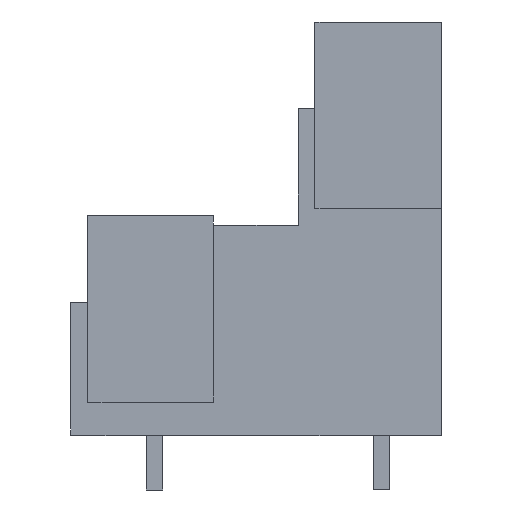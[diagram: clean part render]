
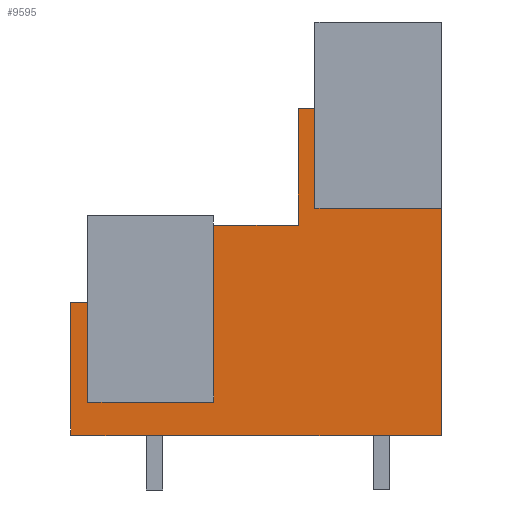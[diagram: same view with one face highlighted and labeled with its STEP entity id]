
A CAD part, left-side view. The second image highlights one B-rep face of the part: STEP entity #9595.
In plain terms, the highlighted planar face has unit normal (-1, 0, 0).
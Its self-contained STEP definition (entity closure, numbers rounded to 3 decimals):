
#9564=AXIS2_PLACEMENT_3D('Plane Axis2P3D',#9561,#9562,#9563) ;
#2668=CARTESIAN_POINT('Vertex',(3.45,7.5,22.6)) ;
#2671=CARTESIAN_POINT('Line Origine',(3.45,7.5,19.65)) ;
#2675=CARTESIAN_POINT('Vertex',(3.45,7.5,16.7)) ;
#3505=CARTESIAN_POINT('Vertex',(3.45,8.5,22.6)) ;
#3508=CARTESIAN_POINT('Line Origine',(3.45,8.,22.6)) ;
#3536=CARTESIAN_POINT('Vertex',(3.45,8.5,15.7)) ;
#3539=CARTESIAN_POINT('Line Origine',(3.45,8.5,19.15)) ;
#3595=CARTESIAN_POINT('Vertex',(3.45,13.5,15.7)) ;
#3598=CARTESIAN_POINT('Line Origine',(3.45,11.,15.7)) ;
#6875=CARTESIAN_POINT('Vertex',(3.45,20.975,11.1)) ;
#6878=CARTESIAN_POINT('Line Origine',(3.45,20.975,8.15)) ;
#6882=CARTESIAN_POINT('Vertex',(3.45,20.975,5.2)) ;
#7703=CARTESIAN_POINT('Vertex',(3.45,22.,11.1)) ;
#7706=CARTESIAN_POINT('Line Origine',(3.45,21.488,11.1)) ;
#7881=CARTESIAN_POINT('Vertex',(3.45,22.,3.2)) ;
#7884=CARTESIAN_POINT('Line Origine',(3.45,22.,3.4)) ;
#7888=CARTESIAN_POINT('Vertex',(3.45,22.,3.6)) ;
#7891=CARTESIAN_POINT('Line Origine',(3.45,22.,7.35)) ;
#8349=CARTESIAN_POINT('Vertex',(3.45,0.,3.2)) ;
#8352=CARTESIAN_POINT('Line Origine',(3.45,7.5,3.2)) ;
#8356=CARTESIAN_POINT('Vertex',(3.45,15.,3.2)) ;
#8359=CARTESIAN_POINT('Line Origine',(3.45,17.,3.2)) ;
#8363=CARTESIAN_POINT('Vertex',(3.45,19.,3.2)) ;
#8366=CARTESIAN_POINT('Line Origine',(3.45,20.5,3.2)) ;
#8522=CARTESIAN_POINT('Vertex',(3.45,0.,16.7)) ;
#8525=CARTESIAN_POINT('Line Origine',(3.45,0.,9.95)) ;
#9549=CARTESIAN_POINT('Line Origine',(3.45,3.75,16.7)) ;
#9561=CARTESIAN_POINT('Axis2P3D Location',(3.45,0.,3.6)) ;
#9566=CARTESIAN_POINT('Line Origine',(3.45,13.5,10.45)) ;
#9570=CARTESIAN_POINT('Vertex',(3.45,13.5,5.2)) ;
#9573=CARTESIAN_POINT('Line Origine',(3.45,17.237,5.2)) ;
#2672=DIRECTION('Vector Direction',(0.,0.,-1.)) ;
#3509=DIRECTION('Vector Direction',(0.,1.,0.)) ;
#3540=DIRECTION('Vector Direction',(0.,0.,-1.)) ;
#3599=DIRECTION('Vector Direction',(0.,1.,0.)) ;
#6879=DIRECTION('Vector Direction',(0.,0.,-1.)) ;
#7707=DIRECTION('Vector Direction',(0.,1.,0.)) ;
#7885=DIRECTION('Vector Direction',(0.,0.,-1.)) ;
#7892=DIRECTION('Vector Direction',(0.,0.,-1.)) ;
#8353=DIRECTION('Vector Direction',(0.,-1.,0.)) ;
#8360=DIRECTION('Vector Direction',(0.,-1.,0.)) ;
#8367=DIRECTION('Vector Direction',(0.,-1.,0.)) ;
#8526=DIRECTION('Vector Direction',(0.,0.,1.)) ;
#9550=DIRECTION('Vector Direction',(0.,-1.,0.)) ;
#9562=DIRECTION('Axis2P3D Direction',(-1.,0.,0.)) ;
#9563=DIRECTION('Axis2P3D XDirection',(0.,0.,-1.)) ;
#9567=DIRECTION('Vector Direction',(0.,0.,-1.)) ;
#9574=DIRECTION('Vector Direction',(0.,-1.,0.)) ;
#2673=VECTOR('Line Direction',#2672,1.) ;
#3510=VECTOR('Line Direction',#3509,1.) ;
#3541=VECTOR('Line Direction',#3540,1.) ;
#3600=VECTOR('Line Direction',#3599,1.) ;
#6880=VECTOR('Line Direction',#6879,1.) ;
#7708=VECTOR('Line Direction',#7707,1.) ;
#7886=VECTOR('Line Direction',#7885,1.) ;
#7893=VECTOR('Line Direction',#7892,1.) ;
#8354=VECTOR('Line Direction',#8353,1.) ;
#8361=VECTOR('Line Direction',#8360,1.) ;
#8368=VECTOR('Line Direction',#8367,1.) ;
#8527=VECTOR('Line Direction',#8526,1.) ;
#9551=VECTOR('Line Direction',#9550,1.) ;
#9568=VECTOR('Line Direction',#9567,1.) ;
#9575=VECTOR('Line Direction',#9574,1.) ;
#9579=ORIENTED_EDGE('',*,*,#8365,.F.) ;
#9580=ORIENTED_EDGE('',*,*,#8358,.T.) ;
#9581=ORIENTED_EDGE('',*,*,#8529,.T.) ;
#9582=ORIENTED_EDGE('',*,*,#9553,.F.) ;
#9583=ORIENTED_EDGE('',*,*,#2677,.F.) ;
#9584=ORIENTED_EDGE('',*,*,#3512,.T.) ;
#9585=ORIENTED_EDGE('',*,*,#3543,.T.) ;
#9586=ORIENTED_EDGE('',*,*,#3602,.T.) ;
#9587=ORIENTED_EDGE('',*,*,#9572,.T.) ;
#9588=ORIENTED_EDGE('',*,*,#9577,.F.) ;
#9589=ORIENTED_EDGE('',*,*,#6884,.F.) ;
#9590=ORIENTED_EDGE('',*,*,#7710,.T.) ;
#9591=ORIENTED_EDGE('',*,*,#7895,.T.) ;
#9592=ORIENTED_EDGE('',*,*,#7890,.F.) ;
#9593=ORIENTED_EDGE('',*,*,#8370,.T.) ;
#9595=ADVANCED_FACE('Housing',(#9594),#9565,.T.) ;
#2677=EDGE_CURVE('',#2669,#2676,#2674,.T.) ;
#3512=EDGE_CURVE('',#2669,#3506,#3511,.T.) ;
#3543=EDGE_CURVE('',#3506,#3537,#3542,.T.) ;
#3602=EDGE_CURVE('',#3537,#3596,#3601,.T.) ;
#6884=EDGE_CURVE('',#6876,#6883,#6881,.T.) ;
#7710=EDGE_CURVE('',#6876,#7704,#7709,.T.) ;
#7890=EDGE_CURVE('',#7882,#7889,#7887,.F.) ;
#7895=EDGE_CURVE('',#7704,#7889,#7894,.T.) ;
#8358=EDGE_CURVE('',#8357,#8350,#8355,.T.) ;
#8365=EDGE_CURVE('',#8357,#8364,#8362,.F.) ;
#8370=EDGE_CURVE('',#7882,#8364,#8369,.T.) ;
#8529=EDGE_CURVE('',#8350,#8523,#8528,.T.) ;
#9553=EDGE_CURVE('',#2676,#8523,#9552,.T.) ;
#9572=EDGE_CURVE('',#3596,#9571,#9569,.T.) ;
#9577=EDGE_CURVE('',#6883,#9571,#9576,.T.) ;
#9578=EDGE_LOOP('',(#9579,#9580,#9581,#9582,#9583,#9584,#9585,#9586,#9587,#9588,#9589,#9590,#9591,#9592,#9593)) ;
#9594=FACE_OUTER_BOUND('',#9578,.T.) ;
#2674=LINE('Line',#2671,#2673) ;
#3511=LINE('Line',#3508,#3510) ;
#3542=LINE('Line',#3539,#3541) ;
#3601=LINE('Line',#3598,#3600) ;
#6881=LINE('Line',#6878,#6880) ;
#7709=LINE('Line',#7706,#7708) ;
#7887=LINE('Line',#7884,#7886) ;
#7894=LINE('Line',#7891,#7893) ;
#8355=LINE('Line',#8352,#8354) ;
#8362=LINE('Line',#8359,#8361) ;
#8369=LINE('Line',#8366,#8368) ;
#8528=LINE('Line',#8525,#8527) ;
#9552=LINE('Line',#9549,#9551) ;
#9569=LINE('Line',#9566,#9568) ;
#9576=LINE('Line',#9573,#9575) ;
#9565=PLANE('',#9564) ;
#2669=VERTEX_POINT('',#2668) ;
#2676=VERTEX_POINT('',#2675) ;
#3506=VERTEX_POINT('',#3505) ;
#3537=VERTEX_POINT('',#3536) ;
#3596=VERTEX_POINT('',#3595) ;
#6876=VERTEX_POINT('',#6875) ;
#6883=VERTEX_POINT('',#6882) ;
#7704=VERTEX_POINT('',#7703) ;
#7882=VERTEX_POINT('',#7881) ;
#7889=VERTEX_POINT('',#7888) ;
#8350=VERTEX_POINT('',#8349) ;
#8357=VERTEX_POINT('',#8356) ;
#8364=VERTEX_POINT('',#8363) ;
#8523=VERTEX_POINT('',#8522) ;
#9571=VERTEX_POINT('',#9570) ;
